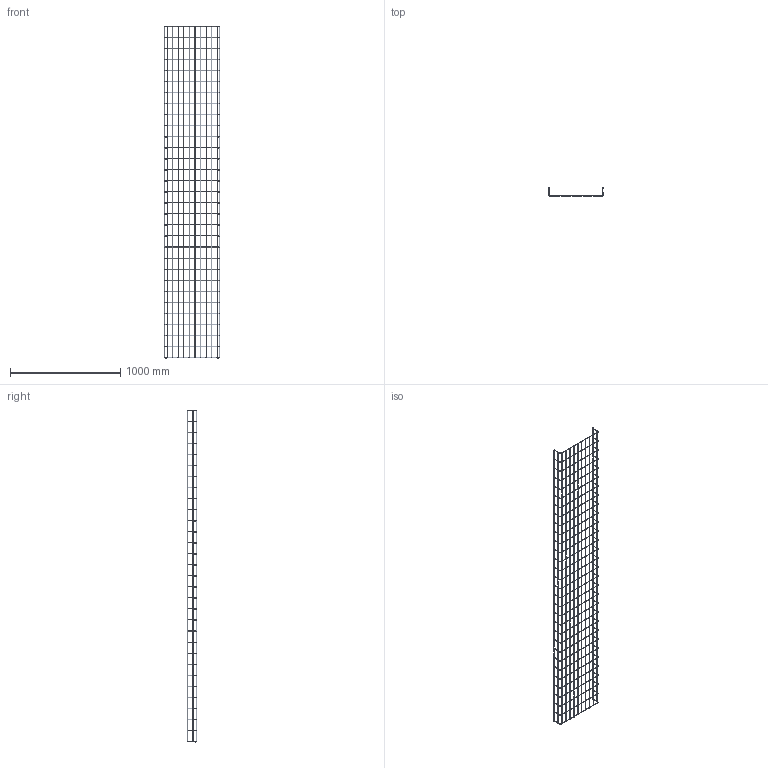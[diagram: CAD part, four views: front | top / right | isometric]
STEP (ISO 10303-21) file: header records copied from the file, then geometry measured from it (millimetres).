
FILE_DESCRIPTION (( 'STEP AP203' ), '1' );
FILE_NAME ('CLWU10-085-500-3 Ëîòîê ïðîâîëî÷íûé 85õ500.STEP', '2016-03-24T07:53:27', ( '' ), ( '' ), 'SwSTEP 2.0', 'SolidWorks 2014', '' );
FILE_SCHEMA (( 'CONFIG_CONTROL_DESIGN' ));
Length unit declared in the file: millimetre
Products named in the file (1): CLWU10-085-500-3 Ëîòîê ïðîâîëî÷íûé 85õ500
Bounding box: 499.93 x 84.98 x 3004.93 mm (x, y, z)
Volume: 1210310 mm3; surface area: 968686.2 mm2
Topology: 1 solids, 1 shells, 259 faces, 1098 edges, 805 vertices
Faces by surface type: cylinder 107, plane 90, torus 62
Full cylindrical faces by diameter (mm): 5 x107
Entity records: 20259 total; most frequent: CARTESIAN_POINT 12406, EDGE_LOOP 1296, ORIENTED_EDGE 1296, DIRECTION 948, FACE_BOUND 868, VERTEX_POINT 648, EDGE_CURVE 648, AXIS2_PLACEMENT_3D 474
